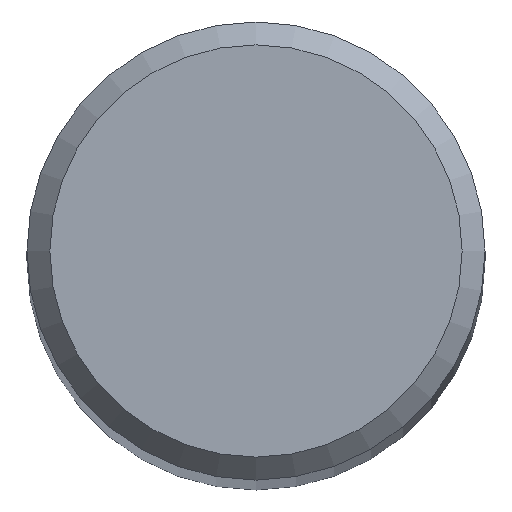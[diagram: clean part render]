
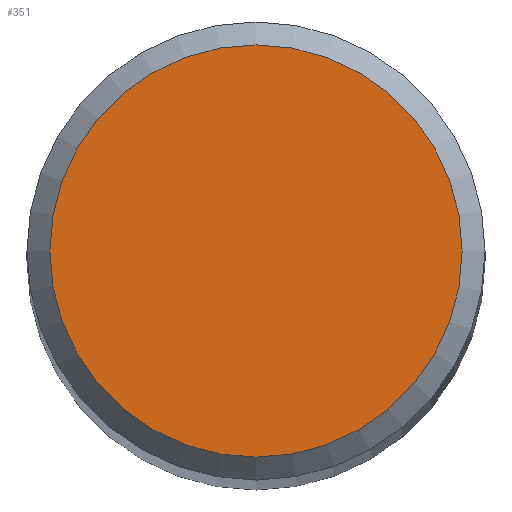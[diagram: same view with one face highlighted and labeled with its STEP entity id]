
A CAD part, top view. The second image highlights one B-rep face of the part: STEP entity #351.
In plain terms, the highlighted planar face has unit normal (0, 0, 1).
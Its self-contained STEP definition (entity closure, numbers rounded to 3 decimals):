
#311 = VERTEX_POINT('', #312);
#312 = CARTESIAN_POINT('', (-1.35, 0., 0.));
#318 = EDGE_CURVE('', #311, #311, #319, .T.);
#319 = CIRCLE('', #320, 1.35);
#320 = AXIS2_PLACEMENT_3D('', #321, #322, #323);
#321 = CARTESIAN_POINT('', (0., 0., 0.));
#322 = DIRECTION('', (0., 0., -1.));
#323 = DIRECTION('', (-1., 0., 0.));
#351 = ADVANCED_FACE('', (#352), #355, .T.);
#352 = FACE_OUTER_BOUND('', #353, .T.);
#353 = EDGE_LOOP('', (#354));
#354 = ORIENTED_EDGE('', *, *, #318, .F.);
#355 = PLANE('', #356);
#356 = AXIS2_PLACEMENT_3D('', #357, #358, #359);
#357 = CARTESIAN_POINT('', (2.1, -2.1, 0.));
#358 = DIRECTION('', (0., 0., 1.));
#359 = DIRECTION('', (0., 1., 0.));
